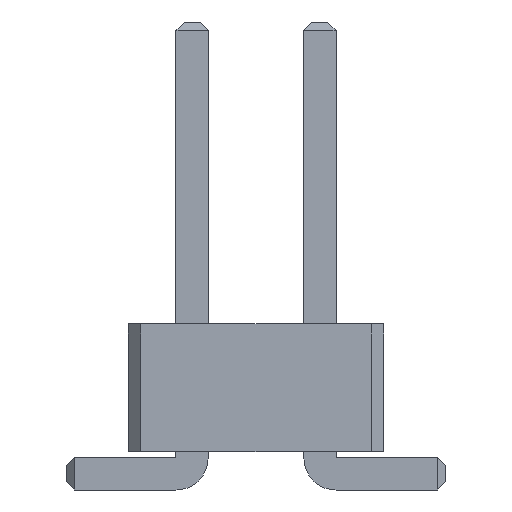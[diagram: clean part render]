
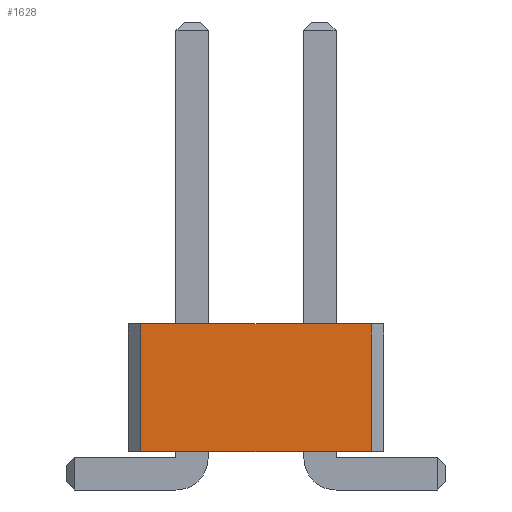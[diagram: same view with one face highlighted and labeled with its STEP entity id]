
A CAD part, front view. The second image highlights one B-rep face of the part: STEP entity #1628.
In plain terms, the highlighted planar face has unit normal (0, -1, 0).
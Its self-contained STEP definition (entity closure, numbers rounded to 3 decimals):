
#13=DIRECTION('',(0.,0.,1.));
#27=VECTOR('',#13,1.);
#67=DIRECTION('',(1.,0.,0.));
#1615=VERTEX_POINT('',#1616);
#1616=CARTESIAN_POINT('',(-2.286,-35.56,3.3));
#1619=EDGE_CURVE('',#1620,#1615,#1622,.T.);
#1620=VERTEX_POINT('',#1621);
#1621=CARTESIAN_POINT('',(-2.286,-35.56,0.76));
#1622=LINE('',#1621,#27);
#1628=ADVANCED_FACE('',(#1629),#1646,.F.);
#1629=FACE_BOUND('',#1630,.F.);
#1630=EDGE_LOOP('',(#1631,#1632,#1638,#1643));
#1631=ORIENTED_EDGE('',*,*,#1619,.T.);
#1632=ORIENTED_EDGE('',*,*,#1633,.T.);
#1633=EDGE_CURVE('',#1615,#1634,#1636,.T.);
#1634=VERTEX_POINT('',#1635);
#1635=CARTESIAN_POINT('',(2.286,-35.56,3.3));
#1636=LINE('',#1616,#1637);
#1637=VECTOR('',#67,1.);
#1638=ORIENTED_EDGE('',*,*,#1639,.F.);
#1639=EDGE_CURVE('',#1640,#1634,#1642,.T.);
#1640=VERTEX_POINT('',#1641);
#1641=CARTESIAN_POINT('',(2.286,-35.56,0.76));
#1642=LINE('',#1641,#27);
#1643=ORIENTED_EDGE('',*,*,#1644,.F.);
#1644=EDGE_CURVE('',#1620,#1640,#1645,.T.);
#1645=LINE('',#1621,#1637);
#1646=PLANE('',#1647);
#1647=AXIS2_PLACEMENT_3D('',#1621,#1648,#67);
#1648=DIRECTION('',(0.,1.,0.));
